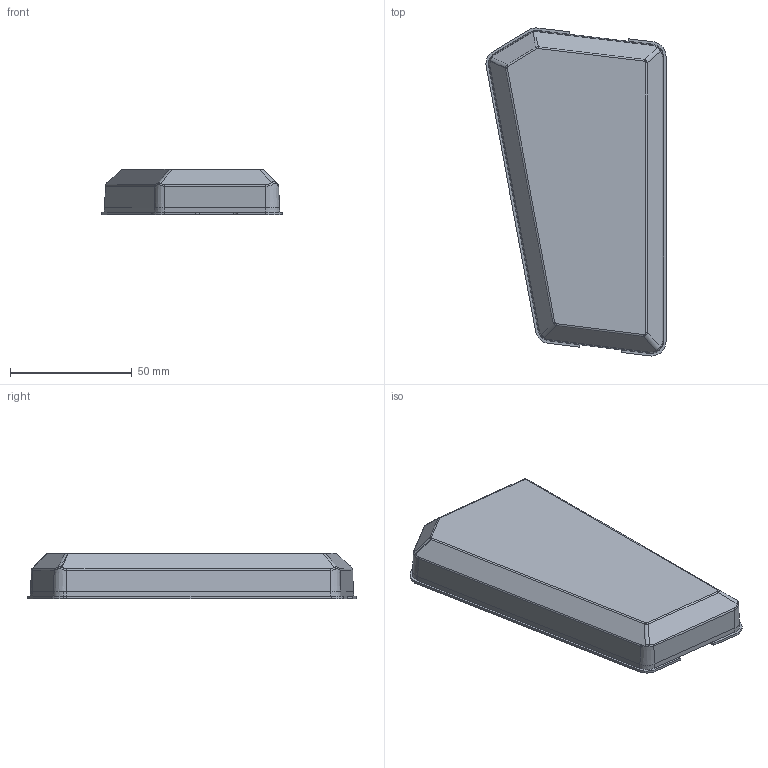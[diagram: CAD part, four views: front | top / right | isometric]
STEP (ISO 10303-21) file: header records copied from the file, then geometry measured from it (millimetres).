
FILE_DESCRIPTION (( 'STEP AP214' ), '1' );
FILE_NAME ('Assem upper back_R.STEP', '2017-08-17T06:43:56', ( '' ), ( '' ), 'SwSTEP 2.0', 'SolidWorks 2016', '' );
FILE_SCHEMA (( 'AUTOMOTIVE_DESIGN' ));
Length unit declared in the file: millimetre
Products named in the file (4): UpperBack_L_Stif___; UpperBack_L_cover-170629_R; UpperBack_L_base_R; Assem upper back_R
Assembly tree (3 placements, depth 2):
  Assem upper back_R
    UpperBack_L_base_R
    UpperBack_L_cover-170629_R
    UpperBack_L_Stif___
Bounding box: 73.8 x 134.47 x 18.78 mm (x, y, z)
Volume: 46928.2 mm3; surface area: 56684.4 mm2
Topology: 3 solids, 3 shells, 614 faces, 1655 edges, 1075 vertices
Faces by surface type: plane 346, cylinder 109, bspline 87, cone 72
Entity records: 22958 total; most frequent: CARTESIAN_POINT 8051, ORIENTED_EDGE 3310, DIRECTION 2757, EDGE_CURVE 1655, VERTEX_POINT 1075, LINE 1053, VECTOR 1053, AXIS2_PLACEMENT_3D 852
